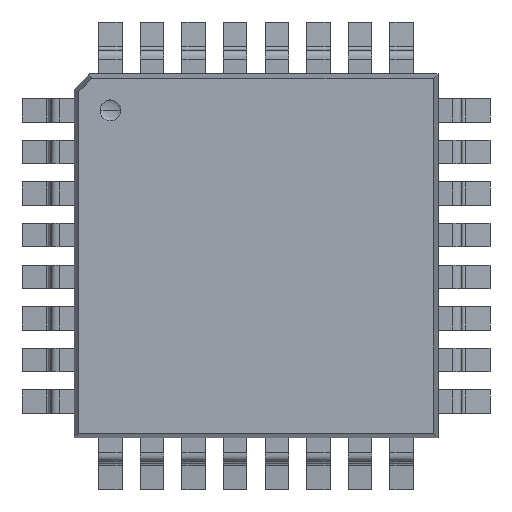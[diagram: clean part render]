
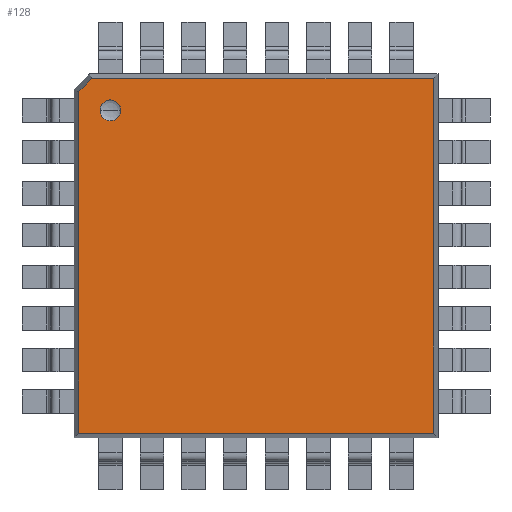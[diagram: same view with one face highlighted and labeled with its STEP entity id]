
A CAD part, top view. The second image highlights one B-rep face of the part: STEP entity #128.
In plain terms, the highlighted planar face has unit normal (0, 0, 1).
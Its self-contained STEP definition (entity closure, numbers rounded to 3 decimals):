
#102 = VERTEX_POINT('',#103);
#103 = CARTESIAN_POINT('',(-3.407,-3.407,1.2)
  );
#110 = EDGE_CURVE('',#102,#111,#113,.T.);
#111 = VERTEX_POINT('',#112);
#112 = CARTESIAN_POINT('',(-3.407,3.162,1.2)
  );
#113 = B_SPLINE_CURVE_WITH_KNOTS('',1,(#114,#115),.UNSPECIFIED.,.F.,.F.,
  (2,2),(3.257,9.826),.PIECEWISE_BEZIER_KNOTS.);
#114 = CARTESIAN_POINT('',(-3.407,-3.407,1.2)
  );
#115 = CARTESIAN_POINT('',(-3.407,3.162,1.2)
  );
#128 = ADVANCED_FACE('',(#129,#158),#180,.T.);
#129 = FACE_BOUND('',#130,.T.);
#130 = EDGE_LOOP('',(#131,#138,#139,#146,#153));
#131 = ORIENTED_EDGE('',*,*,#132,.T.);
#132 = EDGE_CURVE('',#133,#111,#135,.T.);
#133 = VERTEX_POINT('',#134);
#134 = CARTESIAN_POINT('',(-3.162,3.407,1.2)
  );
#135 = B_SPLINE_CURVE_WITH_KNOTS('',1,(#136,#137),.UNSPECIFIED.,.F.,.F.,
  (2,2),(-10.174,-9.826),.PIECEWISE_BEZIER_KNOTS.);
#136 = CARTESIAN_POINT('',(-3.162,3.407,1.2)
  );
#137 = CARTESIAN_POINT('',(-3.407,3.162,1.2)
  );
#138 = ORIENTED_EDGE('',*,*,#110,.F.);
#139 = ORIENTED_EDGE('',*,*,#140,.T.);
#140 = EDGE_CURVE('',#102,#141,#143,.T.);
#141 = VERTEX_POINT('',#142);
#142 = CARTESIAN_POINT('',(3.407,-3.407,1.2)
  );
#143 = B_SPLINE_CURVE_WITH_KNOTS('',1,(#144,#145),.UNSPECIFIED.,.F.,.F.,
  (2,2),(-3.257,3.558),.PIECEWISE_BEZIER_KNOTS.);
#144 = CARTESIAN_POINT('',(-3.407,-3.407,1.2)
  );
#145 = CARTESIAN_POINT('',(3.407,-3.407,1.2)
  );
#146 = ORIENTED_EDGE('',*,*,#147,.T.);
#147 = EDGE_CURVE('',#141,#148,#150,.T.);
#148 = VERTEX_POINT('',#149);
#149 = CARTESIAN_POINT('',(3.407,3.407,1.2));
#150 = B_SPLINE_CURVE_WITH_KNOTS('',1,(#151,#152),.UNSPECIFIED.,.F.,.F.,
  (2,2),(3.558,10.373),.PIECEWISE_BEZIER_KNOTS.);
#151 = CARTESIAN_POINT('',(3.407,-3.407,1.2)
  );
#152 = CARTESIAN_POINT('',(3.407,3.407,1.2));
#153 = ORIENTED_EDGE('',*,*,#154,.T.);
#154 = EDGE_CURVE('',#148,#133,#155,.T.);
#155 = B_SPLINE_CURVE_WITH_KNOTS('',1,(#156,#157),.UNSPECIFIED.,.F.,.F.,
  (2,2),(10.373,16.942),.PIECEWISE_BEZIER_KNOTS.);
#156 = CARTESIAN_POINT('',(3.407,3.407,1.2));
#157 = CARTESIAN_POINT('',(-3.162,3.407,1.2)
  );
#158 = FACE_BOUND('',#159,.T.);
#159 = EDGE_LOOP('',(#160,#172));
#160 = ORIENTED_EDGE('',*,*,#161,.T.);
#161 = EDGE_CURVE('',#162,#164,#166,.T.);
#162 = VERTEX_POINT('',#163);
#163 = CARTESIAN_POINT('',(-2.8,2.6,1.2));
#164 = VERTEX_POINT('',#165);
#165 = CARTESIAN_POINT('',(-2.8,3.,1.2));
#166 = ( BOUNDED_CURVE() B_SPLINE_CURVE(2,(#167,#168,#169,#170,#171),
.UNSPECIFIED.,.F.,.F.) B_SPLINE_CURVE_WITH_KNOTS((3,2,3),(0.,
0.314,0.628),.PIECEWISE_BEZIER_KNOTS.) CURVE() 
GEOMETRIC_REPRESENTATION_ITEM() RATIONAL_B_SPLINE_CURVE((1.,
0.707,1.,0.707,1.)) REPRESENTATION_ITEM('') );
#167 = CARTESIAN_POINT('',(-2.8,2.6,1.2));
#168 = CARTESIAN_POINT('',(-3.,2.6,1.2));
#169 = CARTESIAN_POINT('',(-3.,2.8,1.2));
#170 = CARTESIAN_POINT('',(-3.,3.,1.2));
#171 = CARTESIAN_POINT('',(-2.8,3.,1.2));
#172 = ORIENTED_EDGE('',*,*,#173,.T.);
#173 = EDGE_CURVE('',#164,#162,#174,.T.);
#174 = ( BOUNDED_CURVE() B_SPLINE_CURVE(2,(#175,#176,#177,#178,#179),
.UNSPECIFIED.,.F.,.F.) B_SPLINE_CURVE_WITH_KNOTS((3,2,3),(0.628
,0.942,1.257),.UNSPECIFIED.) CURVE() 
GEOMETRIC_REPRESENTATION_ITEM() RATIONAL_B_SPLINE_CURVE((1.,
0.707,1.,0.707,1.)) REPRESENTATION_ITEM('') );
#175 = CARTESIAN_POINT('',(-2.8,3.,1.2));
#176 = CARTESIAN_POINT('',(-2.6,3.,1.2));
#177 = CARTESIAN_POINT('',(-2.6,2.8,1.2));
#178 = CARTESIAN_POINT('',(-2.6,2.6,1.2));
#179 = CARTESIAN_POINT('',(-2.8,2.6,1.2));
#180 = PLANE('',#181);
#181 = AXIS2_PLACEMENT_3D('',#182,#183,#184);
#182 = CARTESIAN_POINT('',(-3.476,-3.476,
    1.2));
#183 = DIRECTION('',(0.,0.,1.));
#184 = DIRECTION('',(1.,0.,0.));
